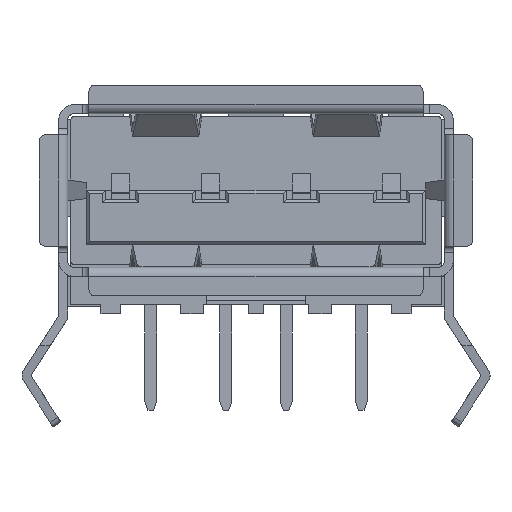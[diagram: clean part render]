
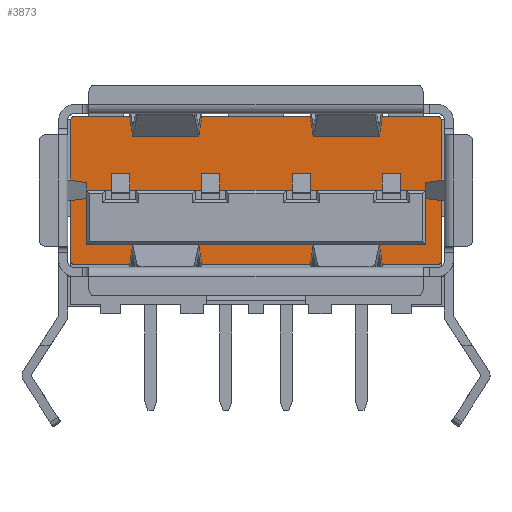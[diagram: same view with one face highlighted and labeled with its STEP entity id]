
A CAD part, front view. The second image highlights one B-rep face of the part: STEP entity #3873.
In plain terms, the highlighted planar face has unit normal (0, -1, 0).
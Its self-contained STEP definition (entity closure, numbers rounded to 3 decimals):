
#2963 = VERTEX_POINT('',#2964);
#2964 = CARTESIAN_POINT('',(6.15,-4.505,
    6.4));
#2970 = EDGE_CURVE('',#2971,#2963,#2973,.T.);
#2971 = VERTEX_POINT('',#2972);
#2972 = CARTESIAN_POINT('',(6.15,-4.505,1.7
    ));
#2973 = LINE('',#2974,#2975);
#2974 = CARTESIAN_POINT('',(6.15,-4.505,1.7
    ));
#2975 = VECTOR('',#2976,1.);
#2976 = DIRECTION('',(0.,0.,1.));
#3333 = VERTEX_POINT('',#3334);
#3334 = CARTESIAN_POINT('',(-5.642,-4.505,
    4.062));
#3349 = VERTEX_POINT('',#3350);
#3350 = CARTESIAN_POINT('',(-5.,-4.505,
    4.062));
#3356 = EDGE_CURVE('',#3349,#3333,#3357,.T.);
#3357 = LINE('',#3358,#3359);
#3358 = CARTESIAN_POINT('',(5.642,-4.505,
    4.062));
#3359 = VECTOR('',#3360,1.);
#3360 = DIRECTION('',(-1.,0.,0.));
#3371 = VERTEX_POINT('',#3372);
#3372 = CARTESIAN_POINT('',(-4.,-4.505,
    4.062));
#3389 = VERTEX_POINT('',#3390);
#3390 = CARTESIAN_POINT('',(-2.,-4.505,
    4.062));
#3396 = EDGE_CURVE('',#3389,#3371,#3397,.T.);
#3397 = LINE('',#3398,#3399);
#3398 = CARTESIAN_POINT('',(5.642,-4.505,
    4.062));
#3399 = VECTOR('',#3400,1.);
#3400 = DIRECTION('',(-1.,0.,0.));
#3411 = VERTEX_POINT('',#3412);
#3412 = CARTESIAN_POINT('',(2.,-4.505,
    4.062));
#3429 = VERTEX_POINT('',#3430);
#3430 = CARTESIAN_POINT('',(4.,-4.505,
    4.062));
#3436 = EDGE_CURVE('',#3429,#3411,#3437,.T.);
#3437 = LINE('',#3438,#3439);
#3438 = CARTESIAN_POINT('',(5.642,-4.505,
    4.062));
#3439 = VECTOR('',#3440,1.);
#3440 = DIRECTION('',(-1.,0.,0.));
#3451 = VERTEX_POINT('',#3452);
#3452 = CARTESIAN_POINT('',(5.,-4.505,
    4.062));
#3469 = VERTEX_POINT('',#3470);
#3470 = CARTESIAN_POINT('',(5.642,-4.505,
    4.062));
#3476 = EDGE_CURVE('',#3469,#3451,#3477,.T.);
#3477 = LINE('',#3478,#3479);
#3478 = CARTESIAN_POINT('',(5.642,-4.505,
    4.062));
#3479 = VECTOR('',#3480,1.);
#3480 = DIRECTION('',(-1.,0.,0.));
#3690 = VERTEX_POINT('',#3691);
#3691 = CARTESIAN_POINT('',(-6.15,-4.505,
    1.7));
#3697 = EDGE_CURVE('',#3698,#3690,#3700,.T.);
#3698 = VERTEX_POINT('',#3699);
#3699 = CARTESIAN_POINT('',(-6.15,-4.505,
    6.4));
#3700 = LINE('',#3701,#3702);
#3701 = CARTESIAN_POINT('',(-6.15,-4.505,
    6.4));
#3702 = VECTOR('',#3703,1.);
#3703 = DIRECTION('',(0.,0.,-1.));
#3744 = EDGE_CURVE('',#3745,#3698,#3747,.T.);
#3745 = VERTEX_POINT('',#3746);
#3746 = CARTESIAN_POINT('',(-6.05,-4.505,
    6.5));
#3747 = CIRCLE('',#3748,0.1);
#3748 = AXIS2_PLACEMENT_3D('',#3749,#3750,#3751);
#3749 = CARTESIAN_POINT('',(-6.05,-4.505,
    6.4));
#3750 = DIRECTION('',(0.,-1.,0.));
#3751 = DIRECTION('',(0.,0.,-1.));
#3769 = EDGE_CURVE('',#3770,#3745,#3772,.T.);
#3770 = VERTEX_POINT('',#3771);
#3771 = CARTESIAN_POINT('',(6.05,-4.505,
    6.5));
#3772 = LINE('',#3773,#3774);
#3773 = CARTESIAN_POINT('',(6.05,-4.505,
    6.5));
#3774 = VECTOR('',#3775,1.);
#3775 = DIRECTION('',(-1.,0.,0.));
#3793 = EDGE_CURVE('',#2963,#3770,#3794,.T.);
#3794 = CIRCLE('',#3795,0.1);
#3795 = AXIS2_PLACEMENT_3D('',#3796,#3797,#3798);
#3796 = CARTESIAN_POINT('',(6.05,-4.505,
    6.4));
#3797 = DIRECTION('',(0.,-1.,0.));
#3798 = DIRECTION('',(0.,0.,-1.));
#3812 = VERTEX_POINT('',#3813);
#3813 = CARTESIAN_POINT('',(-6.05,-4.505,
    1.6));
#3819 = EDGE_CURVE('',#3690,#3812,#3820,.T.);
#3820 = CIRCLE('',#3821,0.1);
#3821 = AXIS2_PLACEMENT_3D('',#3822,#3823,#3824);
#3822 = CARTESIAN_POINT('',(-6.05,-4.505,1.7
    ));
#3823 = DIRECTION('',(0.,-1.,0.));
#3824 = DIRECTION('',(0.,0.,-1.));
#3837 = VERTEX_POINT('',#3838);
#3838 = CARTESIAN_POINT('',(6.05,-4.505,
    1.6));
#3844 = EDGE_CURVE('',#3812,#3837,#3845,.T.);
#3845 = LINE('',#3846,#3847);
#3846 = CARTESIAN_POINT('',(-6.05,-4.505,
    1.6));
#3847 = VECTOR('',#3848,1.);
#3848 = DIRECTION('',(1.,0.,0.));
#3861 = EDGE_CURVE('',#3837,#2971,#3862,.T.);
#3862 = CIRCLE('',#3863,0.1);
#3863 = AXIS2_PLACEMENT_3D('',#3864,#3865,#3866);
#3864 = CARTESIAN_POINT('',(6.05,-4.505,1.7
    ));
#3865 = DIRECTION('',(0.,-1.,0.));
#3866 = DIRECTION('',(0.,0.,-1.));
#3873 = ADVANCED_FACE('',(#3874,#3936),#3946,.T.);
#3874 = FACE_BOUND('',#3875,.T.);
#3875 = EDGE_LOOP('',(#3876,#3884,#3892,#3898,#3899,#3905,#3906,#3914,
    #3922,#3928,#3929,#3935));
#3876 = ORIENTED_EDGE('',*,*,#3877,.F.);
#3877 = EDGE_CURVE('',#3878,#3469,#3880,.T.);
#3878 = VERTEX_POINT('',#3879);
#3879 = CARTESIAN_POINT('',(5.642,-4.505,
    2.262));
#3880 = LINE('',#3881,#3882);
#3881 = CARTESIAN_POINT('',(5.642,-4.505,
    2.262));
#3882 = VECTOR('',#3883,1.);
#3883 = DIRECTION('',(0.,0.,1.));
#3884 = ORIENTED_EDGE('',*,*,#3885,.F.);
#3885 = EDGE_CURVE('',#3886,#3878,#3888,.T.);
#3886 = VERTEX_POINT('',#3887);
#3887 = CARTESIAN_POINT('',(-5.642,-4.505,
    2.262));
#3888 = LINE('',#3889,#3890);
#3889 = CARTESIAN_POINT('',(5.642,-4.505,
    2.262));
#3890 = VECTOR('',#3891,1.);
#3891 = DIRECTION('',(1.,0.,0.));
#3892 = ORIENTED_EDGE('',*,*,#3893,.F.);
#3893 = EDGE_CURVE('',#3333,#3886,#3894,.T.);
#3894 = LINE('',#3895,#3896);
#3895 = CARTESIAN_POINT('',(-5.642,-4.505,
    2.262));
#3896 = VECTOR('',#3897,1.);
#3897 = DIRECTION('',(0.,0.,-1.));
#3898 = ORIENTED_EDGE('',*,*,#3356,.F.);
#3899 = ORIENTED_EDGE('',*,*,#3900,.F.);
#3900 = EDGE_CURVE('',#3371,#3349,#3901,.T.);
#3901 = LINE('',#3902,#3903);
#3902 = CARTESIAN_POINT('',(-6.05,-4.505,
    4.062));
#3903 = VECTOR('',#3904,1.);
#3904 = DIRECTION('',(-1.,0.,0.));
#3905 = ORIENTED_EDGE('',*,*,#3396,.F.);
#3906 = ORIENTED_EDGE('',*,*,#3907,.F.);
#3907 = EDGE_CURVE('',#3908,#3389,#3910,.T.);
#3908 = VERTEX_POINT('',#3909);
#3909 = CARTESIAN_POINT('',(-1.,-4.505,
    4.062));
#3910 = LINE('',#3911,#3912);
#3911 = CARTESIAN_POINT('',(-6.05,-4.505,
    4.062));
#3912 = VECTOR('',#3913,1.);
#3913 = DIRECTION('',(-1.,0.,0.));
#3914 = ORIENTED_EDGE('',*,*,#3915,.F.);
#3915 = EDGE_CURVE('',#3916,#3908,#3918,.T.);
#3916 = VERTEX_POINT('',#3917);
#3917 = CARTESIAN_POINT('',(1.,-4.505,
    4.062));
#3918 = LINE('',#3919,#3920);
#3919 = CARTESIAN_POINT('',(5.642,-4.505,
    4.062));
#3920 = VECTOR('',#3921,1.);
#3921 = DIRECTION('',(-1.,0.,0.));
#3922 = ORIENTED_EDGE('',*,*,#3923,.F.);
#3923 = EDGE_CURVE('',#3411,#3916,#3924,.T.);
#3924 = LINE('',#3925,#3926);
#3925 = CARTESIAN_POINT('',(-6.05,-4.505,
    4.062));
#3926 = VECTOR('',#3927,1.);
#3927 = DIRECTION('',(-1.,0.,0.));
#3928 = ORIENTED_EDGE('',*,*,#3436,.F.);
#3929 = ORIENTED_EDGE('',*,*,#3930,.F.);
#3930 = EDGE_CURVE('',#3451,#3429,#3931,.T.);
#3931 = LINE('',#3932,#3933);
#3932 = CARTESIAN_POINT('',(-6.05,-4.505,
    4.062));
#3933 = VECTOR('',#3934,1.);
#3934 = DIRECTION('',(-1.,0.,0.));
#3935 = ORIENTED_EDGE('',*,*,#3476,.F.);
#3936 = FACE_BOUND('',#3937,.T.);
#3937 = EDGE_LOOP('',(#3938,#3939,#3940,#3941,#3942,#3943,#3944,#3945));
#3938 = ORIENTED_EDGE('',*,*,#3819,.T.);
#3939 = ORIENTED_EDGE('',*,*,#3844,.T.);
#3940 = ORIENTED_EDGE('',*,*,#3861,.T.);
#3941 = ORIENTED_EDGE('',*,*,#2970,.T.);
#3942 = ORIENTED_EDGE('',*,*,#3793,.T.);
#3943 = ORIENTED_EDGE('',*,*,#3769,.T.);
#3944 = ORIENTED_EDGE('',*,*,#3744,.T.);
#3945 = ORIENTED_EDGE('',*,*,#3697,.T.);
#3946 = PLANE('',#3947);
#3947 = AXIS2_PLACEMENT_3D('',#3948,#3949,#3950);
#3948 = CARTESIAN_POINT('',(-6.05,-4.505,1.7
    ));
#3949 = DIRECTION('',(0.,-1.,0.));
#3950 = DIRECTION('',(0.,0.,-1.));
